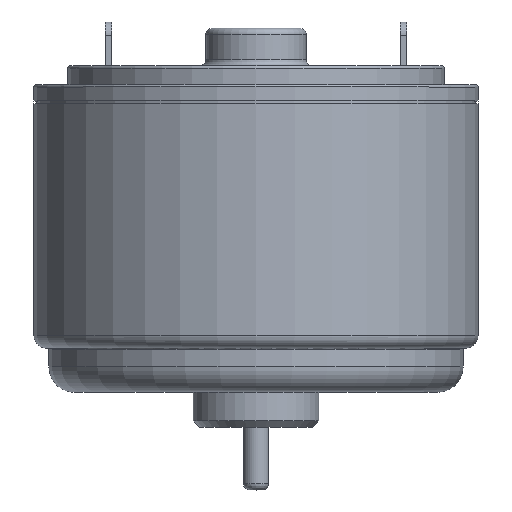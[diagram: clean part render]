
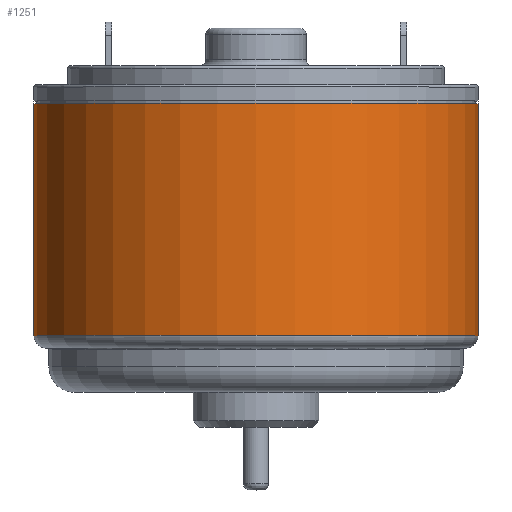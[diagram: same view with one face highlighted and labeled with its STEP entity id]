
A CAD part, top view. The second image highlights one B-rep face of the part: STEP entity #1251.
In plain terms, the highlighted cylindrical face has radius 17.7 mm (diameter 35.4 mm), a full revolution.
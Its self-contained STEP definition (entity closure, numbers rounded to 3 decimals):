
#972=CARTESIAN_POINT('',(0.0,23.0,17.7));
#973=VERTEX_POINT('',#972);
#974=CARTESIAN_POINT('',(0.0,23.0,0.0));
#975=DIRECTION('',(0.0,-1.0,0.0));
#976=DIRECTION('',(-1.0,0.0,0.0));
#977=AXIS2_PLACEMENT_3D('',#974,#975,#976);
#978=CIRCLE('',#977,17.7);
#979=EDGE_CURVE('',#973,#973,#978,.T.);
#1197=CARTESIAN_POINT('',(17.7,4.5,0.));
#1198=VERTEX_POINT('',#1197);
#1199=CARTESIAN_POINT('',(0.0,4.5,0.0));
#1200=DIRECTION('',(0.0,-1.0,0.0));
#1201=DIRECTION('',(-1.0,0.0,0.0));
#1202=AXIS2_PLACEMENT_3D('',#1199,#1200,#1201);
#1203=CIRCLE('',#1202,17.7);
#1204=EDGE_CURVE('',#1198,#1198,#1203,.T.);
#1240=CARTESIAN_POINT('',(0.0,3.5,0.0));
#1241=DIRECTION('',(0.0,1.0,0.0));
#1242=DIRECTION('',(-1.0,0.0,0.0));
#1243=AXIS2_PLACEMENT_3D('',#1240,#1241,#1242);
#1244=CYLINDRICAL_SURFACE('',#1243,17.7);
#1245=ORIENTED_EDGE('',*,*,#979,.T.);
#1246=EDGE_LOOP('',(#1245));
#1247=FACE_OUTER_BOUND('',#1246,.T.);
#1248=ORIENTED_EDGE('',*,*,#1204,.F.);
#1249=EDGE_LOOP('',(#1248));
#1250=FACE_BOUND('',#1249,.T.);
#1251=ADVANCED_FACE('',(#1247,#1250),#1244,.T.);
